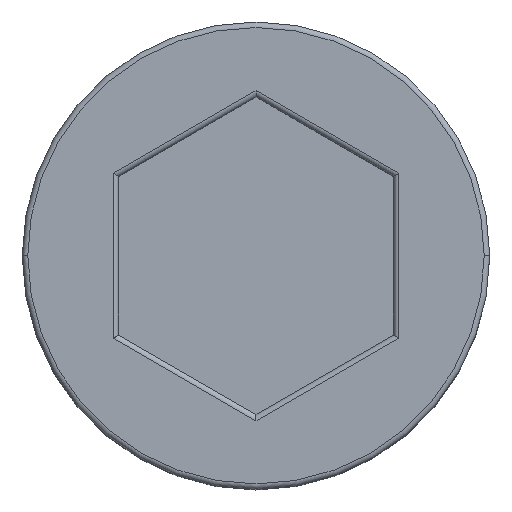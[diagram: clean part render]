
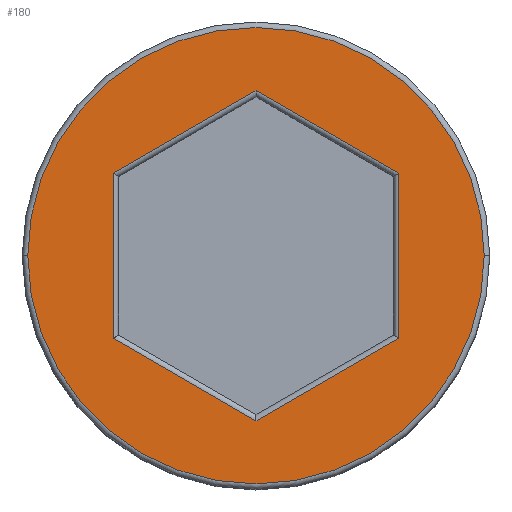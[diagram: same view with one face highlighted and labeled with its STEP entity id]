
A CAD part, top view. The second image highlights one B-rep face of the part: STEP entity #180.
In plain terms, the highlighted planar face has unit normal (0, 0, 1).
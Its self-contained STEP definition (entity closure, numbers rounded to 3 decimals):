
#6 = VERTEX_POINT ( 'NONE', #429 ) ;
#34 = ORIENTED_EDGE ( 'NONE', *, *, #650, .T. ) ;
#36 = ORIENTED_EDGE ( 'NONE', *, *, #203, .T. ) ;
#82 = AXIS2_PLACEMENT_3D ( 'NONE', #385, #498, #611 ) ;
#84 = DIRECTION ( 'NONE',  ( 0., 0., 1. ) ) ;
#89 = EDGE_CURVE ( 'NONE', #412, #741, #436, .T. ) ;
#91 = CARTESIAN_POINT ( 'NONE',  ( 0., -3.002, 6. ) ) ;
#97 = EDGE_CURVE ( 'NONE', #511, #179, #265, .T. ) ;
#119 = DIRECTION ( 'NONE',  ( -0.866, 0.5, 0. ) ) ;
#157 = VECTOR ( 'NONE', #624, 1000. ) ;
#168 = CIRCLE ( 'NONE', #315, 4.15 ) ;
#176 = ORIENTED_EDGE ( 'NONE', *, *, #89, .T. ) ;
#179 = VERTEX_POINT ( 'NONE', #400 ) ;
#180 = ADVANCED_FACE ( 'NONE', ( #286, #387 ), #279, .T. ) ;
#191 = VECTOR ( 'NONE', #706, 1000. ) ;
#197 = DIRECTION ( 'NONE',  ( 1., 0., 0. ) ) ;
#203 = EDGE_CURVE ( 'NONE', #293, #456, #612, .T. ) ;
#212 = DIRECTION ( 'NONE',  ( 0., 1., 0. ) ) ;
#225 = EDGE_LOOP ( 'NONE', ( #34, #176, #231, #36, #401, #676 ) ) ;
#227 = LINE ( 'NONE', #453, #157 ) ;
#231 = ORIENTED_EDGE ( 'NONE', *, *, #361, .T. ) ;
#236 = CARTESIAN_POINT ( 'NONE',  ( 2.6, 1.501, 6. ) ) ;
#242 = CARTESIAN_POINT ( 'NONE',  ( 2.6, -1.443, 6. ) ) ;
#265 = LINE ( 'NONE', #425, #571 ) ;
#267 = EDGE_CURVE ( 'NONE', #456, #511, #358, .T. ) ;
#279 = PLANE ( 'NONE',  #595 ) ;
#286 = FACE_BOUND ( 'NONE', #225, .T. ) ;
#289 = CARTESIAN_POINT ( 'NONE',  ( -2.55, -1.53, 6. ) ) ;
#293 = VERTEX_POINT ( 'NONE', #411 ) ;
#315 = AXIS2_PLACEMENT_3D ( 'NONE', #702, #84, #197 ) ;
#324 = DIRECTION ( 'NONE',  ( 1., 0., 0. ) ) ;
#358 = LINE ( 'NONE', #289, #491 ) ;
#361 = EDGE_CURVE ( 'NONE', #741, #293, #467, .T. ) ;
#381 = ORIENTED_EDGE ( 'NONE', *, *, #607, .T. ) ;
#385 = CARTESIAN_POINT ( 'NONE',  ( 0., 0., 6. ) ) ;
#387 = FACE_OUTER_BOUND ( 'NONE', #606, .T. ) ;
#388 = ORIENTED_EDGE ( 'NONE', *, *, #500, .T. ) ;
#400 = CARTESIAN_POINT ( 'NONE',  ( -2.6, 1.501, 6. ) ) ;
#401 = ORIENTED_EDGE ( 'NONE', *, *, #267, .T. ) ;
#407 = DIRECTION ( 'NONE',  ( 0., -1., 0. ) ) ;
#411 = CARTESIAN_POINT ( 'NONE',  ( 2.6, -1.501, 6. ) ) ;
#412 = VERTEX_POINT ( 'NONE', #482 ) ;
#425 = CARTESIAN_POINT ( 'NONE',  ( -2.6, 1.443, 6. ) ) ;
#429 = CARTESIAN_POINT ( 'NONE',  ( 4.15, 0., 6. ) ) ;
#436 = LINE ( 'NONE', #483, #191 ) ;
#453 = CARTESIAN_POINT ( 'NONE',  ( -0.05, 2.973, 6. ) ) ;
#456 = VERTEX_POINT ( 'NONE', #91 ) ;
#463 = VECTOR ( 'NONE', #732, 1000. ) ;
#467 = LINE ( 'NONE', #242, #478 ) ;
#478 = VECTOR ( 'NONE', #407, 1000. ) ;
#482 = CARTESIAN_POINT ( 'NONE',  ( 0., 3.002, 6. ) ) ;
#483 = CARTESIAN_POINT ( 'NONE',  ( 2.55, 1.53, 6. ) ) ;
#491 = VECTOR ( 'NONE', #119, 1000. ) ;
#498 = DIRECTION ( 'NONE',  ( 0., 0., 1. ) ) ;
#500 = EDGE_CURVE ( 'NONE', #6, #737, #168, .T. ) ;
#510 = CARTESIAN_POINT ( 'NONE',  ( 0.05, -2.973, 6. ) ) ;
#511 = VERTEX_POINT ( 'NONE', #545 ) ;
#545 = CARTESIAN_POINT ( 'NONE',  ( -2.6, -1.501, 6. ) ) ;
#555 = DIRECTION ( 'NONE',  ( 0., 0., 1. ) ) ;
#571 = VECTOR ( 'NONE', #212, 1000. ) ;
#595 = AXIS2_PLACEMENT_3D ( 'NONE', #617, #555, #324 ) ;
#606 = EDGE_LOOP ( 'NONE', ( #388, #381 ) ) ;
#607 = EDGE_CURVE ( 'NONE', #737, #6, #722, .T. ) ;
#611 = DIRECTION ( 'NONE',  ( 1., 0., 0. ) ) ;
#612 = LINE ( 'NONE', #510, #463 ) ;
#617 = CARTESIAN_POINT ( 'NONE',  ( 0., 0., 6. ) ) ;
#624 = DIRECTION ( 'NONE',  ( 0.866, 0.5, 0. ) ) ;
#650 = EDGE_CURVE ( 'NONE', #179, #412, #227, .T. ) ;
#676 = ORIENTED_EDGE ( 'NONE', *, *, #97, .T. ) ;
#681 = CARTESIAN_POINT ( 'NONE',  ( -4.15, 0., 6. ) ) ;
#702 = CARTESIAN_POINT ( 'NONE',  ( 0., 0., 6. ) ) ;
#706 = DIRECTION ( 'NONE',  ( 0.866, -0.5, 0. ) ) ;
#722 = CIRCLE ( 'NONE', #82, 4.15 ) ;
#732 = DIRECTION ( 'NONE',  ( -0.866, -0.5, 0. ) ) ;
#737 = VERTEX_POINT ( 'NONE', #681 ) ;
#741 = VERTEX_POINT ( 'NONE', #236 ) ;
